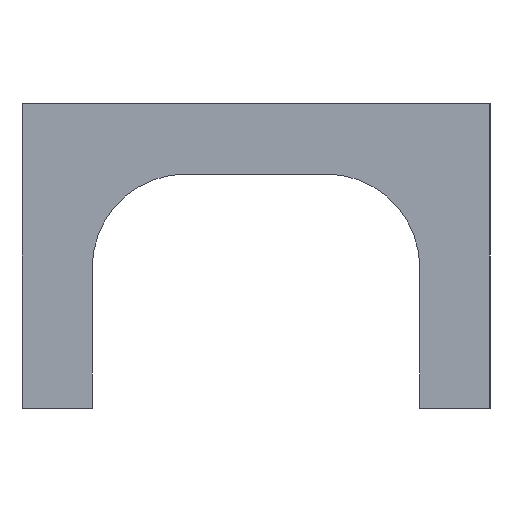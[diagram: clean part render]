
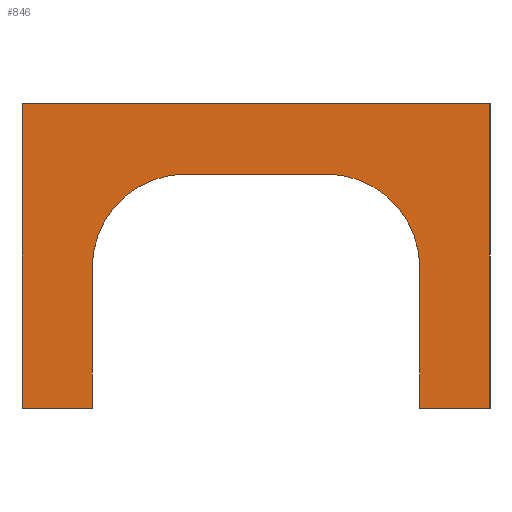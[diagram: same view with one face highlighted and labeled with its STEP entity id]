
A CAD part, left-side view. The second image highlights one B-rep face of the part: STEP entity #846.
In plain terms, the highlighted planar face has unit normal (-1, 0, 0).
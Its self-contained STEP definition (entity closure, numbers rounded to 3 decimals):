
#75=PLANE('',#957);
#114=FACE_OUTER_BOUND('',#180,.T.);
#180=EDGE_LOOP('',(#727,#728,#729,#730,#731,#732,#733,#734,#735,#736));
#215=LINE('',#1225,#268);
#218=LINE('',#1237,#271);
#221=LINE('',#1243,#274);
#224=LINE('',#1248,#277);
#227=LINE('',#1308,#280);
#258=LINE('',#1423,#311);
#259=LINE('',#1426,#312);
#260=LINE('',#1427,#313);
#268=VECTOR('',#975,10.);
#271=VECTOR('',#986,10.);
#274=VECTOR('',#991,10.);
#277=VECTOR('',#996,10.);
#280=VECTOR('',#1055,10.);
#311=VECTOR('',#1196,10.);
#312=VECTOR('',#1199,10.);
#313=VECTOR('',#1200,10.);
#318=CIRCLE('',#866,4.);
#319=CIRCLE('',#869,4.);
#377=VERTEX_POINT('',#1215);
#378=VERTEX_POINT('',#1217);
#380=VERTEX_POINT('',#1223);
#381=VERTEX_POINT('',#1227);
#382=VERTEX_POINT('',#1228);
#385=VERTEX_POINT('',#1236);
#387=VERTEX_POINT('',#1242);
#417=VERTEX_POINT('',#1306);
#446=VERTEX_POINT('',#1421);
#447=VERTEX_POINT('',#1425);
#451=EDGE_CURVE('',#377,#378,#318,.T.);
#455=EDGE_CURVE('',#377,#380,#215,.T.);
#456=EDGE_CURVE('',#381,#382,#319,.T.);
#460=EDGE_CURVE('',#382,#385,#218,.T.);
#463=EDGE_CURVE('',#385,#387,#221,.T.);
#466=EDGE_CURVE('',#378,#381,#224,.T.);
#496=EDGE_CURVE('',#417,#380,#227,.T.);
#554=EDGE_CURVE('',#417,#446,#258,.T.);
#555=EDGE_CURVE('',#447,#446,#259,.T.);
#556=EDGE_CURVE('',#387,#447,#260,.T.);
#727=ORIENTED_EDGE('',*,*,#554,.T.);
#728=ORIENTED_EDGE('',*,*,#555,.F.);
#729=ORIENTED_EDGE('',*,*,#556,.F.);
#730=ORIENTED_EDGE('',*,*,#463,.F.);
#731=ORIENTED_EDGE('',*,*,#460,.F.);
#732=ORIENTED_EDGE('',*,*,#456,.F.);
#733=ORIENTED_EDGE('',*,*,#466,.F.);
#734=ORIENTED_EDGE('',*,*,#451,.F.);
#735=ORIENTED_EDGE('',*,*,#455,.T.);
#736=ORIENTED_EDGE('',*,*,#496,.F.);
#846=ADVANCED_FACE('',(#114),#75,.T.);
#866=AXIS2_PLACEMENT_3D('',#1218,#968,#969);
#869=AXIS2_PLACEMENT_3D('',#1229,#978,#979);
#957=AXIS2_PLACEMENT_3D('',#1424,#1197,#1198);
#968=DIRECTION('center_axis',(-1.,0.,0.));
#969=DIRECTION('ref_axis',(0.,-0.707,0.707));
#975=DIRECTION('',(0.,0.,-1.));
#978=DIRECTION('center_axis',(-1.,0.,0.));
#979=DIRECTION('ref_axis',(0.,0.707,0.707));
#986=DIRECTION('',(0.,0.,-1.));
#991=DIRECTION('',(0.,1.,0.));
#996=DIRECTION('',(0.,1.,0.));
#1055=DIRECTION('',(0.,1.,0.));
#1196=DIRECTION('',(0.,0.,1.));
#1197=DIRECTION('center_axis',(-1.,0.,0.));
#1198=DIRECTION('ref_axis',(0.,-1.,0.));
#1199=DIRECTION('',(0.,-1.,0.));
#1200=DIRECTION('',(0.,0.,1.));
#1215=CARTESIAN_POINT('',(-138.5,-7.,-4.));
#1217=CARTESIAN_POINT('',(-138.5,-3.,0.));
#1218=CARTESIAN_POINT('Origin',(-138.5,-3.,-4.));
#1223=CARTESIAN_POINT('',(-138.5,-7.,-10.));
#1225=CARTESIAN_POINT('',(-138.5,-7.,0.));
#1227=CARTESIAN_POINT('',(-138.5,3.,0.));
#1228=CARTESIAN_POINT('',(-138.5,7.,-4.));
#1229=CARTESIAN_POINT('Origin',(-138.5,3.,-4.));
#1236=CARTESIAN_POINT('',(-138.5,7.,-10.));
#1237=CARTESIAN_POINT('',(-138.5,7.,0.));
#1242=CARTESIAN_POINT('',(-138.5,10.,-10.));
#1243=CARTESIAN_POINT('',(-138.5,7.,-10.));
#1248=CARTESIAN_POINT('',(-138.5,7.,0.));
#1306=CARTESIAN_POINT('',(-138.5,-10.,-10.));
#1308=CARTESIAN_POINT('',(-138.5,-10.,-10.));
#1421=CARTESIAN_POINT('',(-138.5,-10.,3.));
#1423=CARTESIAN_POINT('',(-138.5,-10.,0.));
#1424=CARTESIAN_POINT('Origin',(-138.5,10.,0.));
#1425=CARTESIAN_POINT('',(-138.5,10.,3.));
#1426=CARTESIAN_POINT('',(-138.5,7.,3.));
#1427=CARTESIAN_POINT('',(-138.5,10.,0.));
